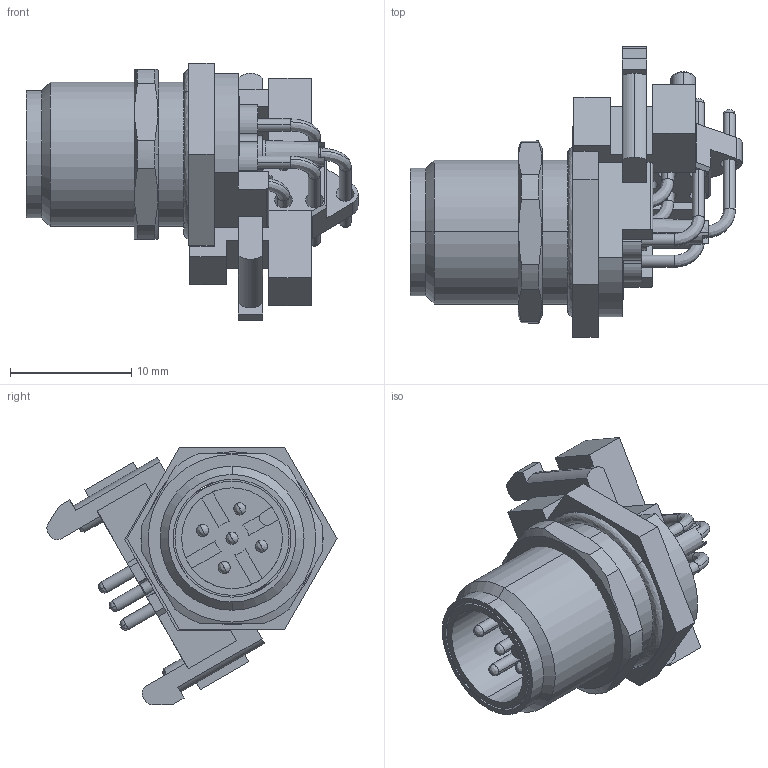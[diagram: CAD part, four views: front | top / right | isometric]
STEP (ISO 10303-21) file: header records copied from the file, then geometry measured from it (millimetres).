
FILE_DESCRIPTION (( 'STEP AP203' ), '1' );
FILE_NAME ('P215.STEP', '2020-03-31T06:26:45', ( 'edpusr' ), ( 'Microsoft' ), 'SwSTEP 2.0', 'SolidWorks 2015', '' );
FILE_SCHEMA (( 'CONFIG_CONTROL_DESIGN' ));
Length unit declared in the file: millimetre
Products named in the file (1): P215
Bounding box: 27.35 x 23.91 x 21.22 mm (x, y, z)
Volume: 2336.4 mm3; surface area: 4458.2 mm2
Topology: 5 solids, 5 shells, 464 faces, 1230 edges, 807 vertices
Faces by surface type: plane 254, cylinder 107, bspline 75, cone 28
Entity records: 16734 total; most frequent: CARTESIAN_POINT 5404, ORIENTED_EDGE 2452, DIRECTION 2184, EDGE_CURVE 1226, VERTEX_POINT 805, VECTOR 752, LINE 752, AXIS2_PLACEMENT_3D 716
